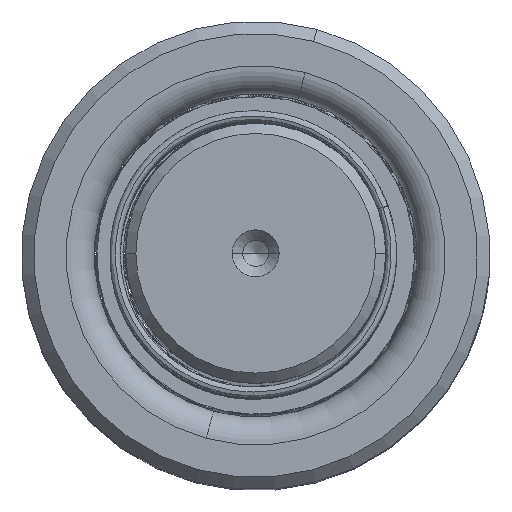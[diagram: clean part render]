
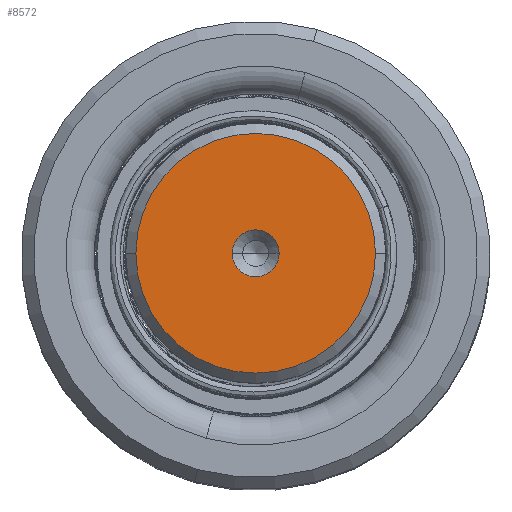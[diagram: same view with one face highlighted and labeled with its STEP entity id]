
A CAD part, top view. The second image highlights one B-rep face of the part: STEP entity #8572.
In plain terms, the highlighted planar face has unit normal (0, 0, 1).
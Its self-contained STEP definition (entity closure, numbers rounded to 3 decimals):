
#589 = VERTEX_POINT ( 'NONE', #31053 ) ;
#858 = CARTESIAN_POINT ( 'NONE',  ( 2.25, 0., 180. ) ) ;
#940 = CARTESIAN_POINT ( 'NONE',  ( 0., 0., 180. ) ) ;
#974 = FACE_BOUND ( 'NONE', #34122, .T. ) ;
#1538 = CARTESIAN_POINT ( 'NONE',  ( 0., 0., 180. ) ) ;
#2340 = EDGE_CURVE ( 'NONE', #589, #21800, #9302, .T. ) ;
#4049 = EDGE_CURVE ( 'NONE', #22666, #24567, #21683, .T. ) ;
#5058 = DIRECTION ( 'NONE',  ( 1., 0., 0. ) ) ;
#7625 = CARTESIAN_POINT ( 'NONE',  ( -2.25, 0., 180. ) ) ;
#8076 = DIRECTION ( 'NONE',  ( 0., 0., 1. ) ) ;
#8572 = ADVANCED_FACE ( 'NONE', ( #974, #16335 ), #12641, .T. ) ;
#9302 = CIRCLE ( 'NONE', #13163, 11.509 ) ;
#9312 = DIRECTION ( 'NONE',  ( 0., 0., 1. ) ) ;
#9370 = CIRCLE ( 'NONE', #36436, 11.509 ) ;
#12641 = PLANE ( 'NONE',  #24653 ) ;
#13163 = AXIS2_PLACEMENT_3D ( 'NONE', #36569, #13874, #14049 ) ;
#13874 = DIRECTION ( 'NONE',  ( 0., 0., 1. ) ) ;
#14049 = DIRECTION ( 'NONE',  ( 1., 0., 0. ) ) ;
#16335 = FACE_OUTER_BOUND ( 'NONE', #46944, .T. ) ;
#16472 = DIRECTION ( 'NONE',  ( 0., 0., 1. ) ) ;
#17826 = EDGE_CURVE ( 'NONE', #21800, #589, #9370, .T. ) ;
#20102 = CARTESIAN_POINT ( 'NONE',  ( 0., 0., 180. ) ) ;
#20699 = DIRECTION ( 'NONE',  ( 1., 0., 0. ) ) ;
#21595 = CARTESIAN_POINT ( 'NONE',  ( 0., 0., 180. ) ) ;
#21683 = CIRCLE ( 'NONE', #26874, 2.25 ) ;
#21800 = VERTEX_POINT ( 'NONE', #46181 ) ;
#22666 = VERTEX_POINT ( 'NONE', #7625 ) ;
#22804 = ORIENTED_EDGE ( 'NONE', *, *, #23608, .F. ) ;
#23608 = EDGE_CURVE ( 'NONE', #24567, #22666, #37649, .T. ) ;
#24516 = ORIENTED_EDGE ( 'NONE', *, *, #2340, .T. ) ;
#24567 = VERTEX_POINT ( 'NONE', #858 ) ;
#24653 = AXIS2_PLACEMENT_3D ( 'NONE', #1538, #9312, #20699 ) ;
#26874 = AXIS2_PLACEMENT_3D ( 'NONE', #940, #8076, #38843 ) ;
#31053 = CARTESIAN_POINT ( 'NONE',  ( -11.509, 0., 180. ) ) ;
#34122 = EDGE_LOOP ( 'NONE', ( #22804, #43960 ) ) ;
#34668 = AXIS2_PLACEMENT_3D ( 'NONE', #20102, #16472, #5058 ) ;
#36436 = AXIS2_PLACEMENT_3D ( 'NONE', #21595, #47749, #48103 ) ;
#36569 = CARTESIAN_POINT ( 'NONE',  ( 0., 0., 180. ) ) ;
#37649 = CIRCLE ( 'NONE', #34668, 2.25 ) ;
#38843 = DIRECTION ( 'NONE',  ( 1., 0., 0. ) ) ;
#40837 = ORIENTED_EDGE ( 'NONE', *, *, #17826, .T. ) ;
#43960 = ORIENTED_EDGE ( 'NONE', *, *, #4049, .F. ) ;
#46181 = CARTESIAN_POINT ( 'NONE',  ( 11.509, 0., 180. ) ) ;
#46944 = EDGE_LOOP ( 'NONE', ( #24516, #40837 ) ) ;
#47749 = DIRECTION ( 'NONE',  ( 0., 0., 1. ) ) ;
#48103 = DIRECTION ( 'NONE',  ( 1., 0., 0. ) ) ;
